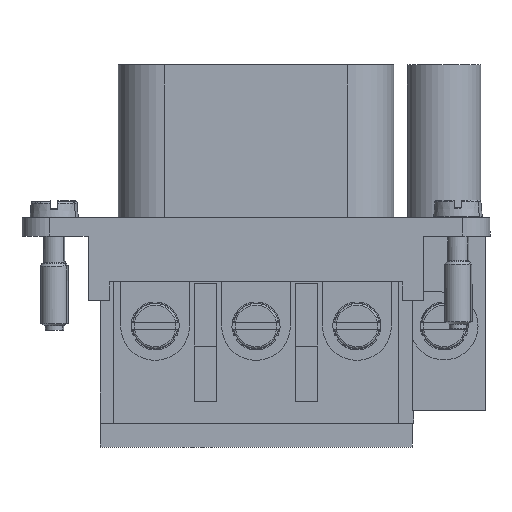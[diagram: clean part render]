
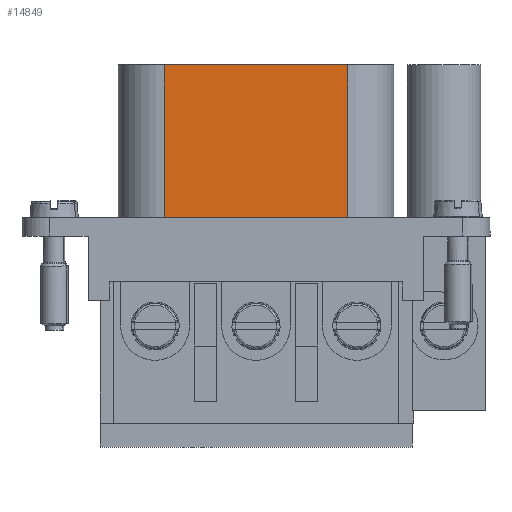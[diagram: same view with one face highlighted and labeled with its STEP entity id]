
A CAD part, left-side view. The second image highlights one B-rep face of the part: STEP entity #14849.
In plain terms, the highlighted planar face has unit normal (-1, 0, 0).
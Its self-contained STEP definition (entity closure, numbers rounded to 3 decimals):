
#14836=AXIS2_PLACEMENT_3D('Plane Axis2P3D',#14833,#14834,#14835) ;
#7432=CARTESIAN_POINT('Vertex',(3.4,15.5,25.)) ;
#7435=CARTESIAN_POINT('Line Origine',(3.4,25.5,25.)) ;
#7439=CARTESIAN_POINT('Vertex',(3.4,35.5,25.)) ;
#8251=CARTESIAN_POINT('Vertex',(3.4,35.5,41.65)) ;
#8254=CARTESIAN_POINT('Line Origine',(3.4,25.5,41.65)) ;
#8258=CARTESIAN_POINT('Vertex',(3.4,15.5,41.65)) ;
#14821=CARTESIAN_POINT('Line Origine',(3.4,35.5,33.325)) ;
#14833=CARTESIAN_POINT('Axis2P3D Location',(3.4,42.5,23.)) ;
#14838=CARTESIAN_POINT('Line Origine',(3.4,15.5,33.325)) ;
#7436=DIRECTION('Vector Direction',(0.,1.,0.)) ;
#8255=DIRECTION('Vector Direction',(0.,-1.,0.)) ;
#14822=DIRECTION('Vector Direction',(0.,0.,1.)) ;
#14834=DIRECTION('Axis2P3D Direction',(1.,0.,0.)) ;
#14835=DIRECTION('Axis2P3D XDirection',(0.,-1.,0.)) ;
#14839=DIRECTION('Vector Direction',(0.,0.,1.)) ;
#7437=VECTOR('Line Direction',#7436,1.) ;
#8256=VECTOR('Line Direction',#8255,1.) ;
#14823=VECTOR('Line Direction',#14822,1.) ;
#14840=VECTOR('Line Direction',#14839,1.) ;
#14844=ORIENTED_EDGE('',*,*,#14842,.T.) ;
#14845=ORIENTED_EDGE('',*,*,#8260,.T.) ;
#14846=ORIENTED_EDGE('',*,*,#14825,.F.) ;
#14847=ORIENTED_EDGE('',*,*,#7441,.F.) ;
#14849=ADVANCED_FACE('Hauptk\X2\00F6\X0\rper',(#14848),#14837,.F.) ;
#7441=EDGE_CURVE('',#7433,#7440,#7438,.T.) ;
#8260=EDGE_CURVE('',#8259,#8252,#8257,.F.) ;
#14825=EDGE_CURVE('',#7440,#8252,#14824,.T.) ;
#14842=EDGE_CURVE('',#7433,#8259,#14841,.T.) ;
#14843=EDGE_LOOP('',(#14844,#14845,#14846,#14847)) ;
#14848=FACE_OUTER_BOUND('',#14843,.T.) ;
#7438=LINE('Line',#7435,#7437) ;
#8257=LINE('Line',#8254,#8256) ;
#14824=LINE('Line',#14821,#14823) ;
#14841=LINE('Line',#14838,#14840) ;
#14837=PLANE('',#14836) ;
#7433=VERTEX_POINT('',#7432) ;
#7440=VERTEX_POINT('',#7439) ;
#8252=VERTEX_POINT('',#8251) ;
#8259=VERTEX_POINT('',#8258) ;
